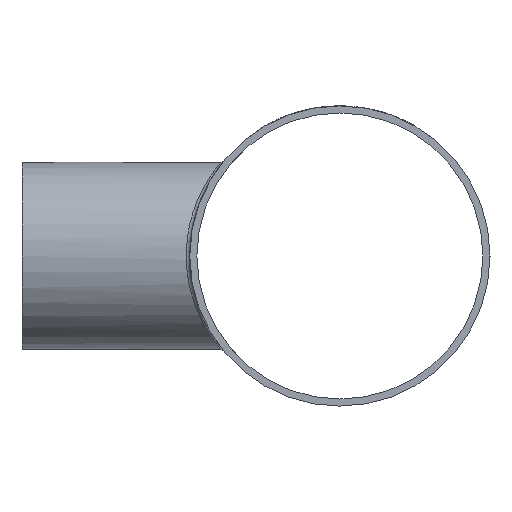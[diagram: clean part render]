
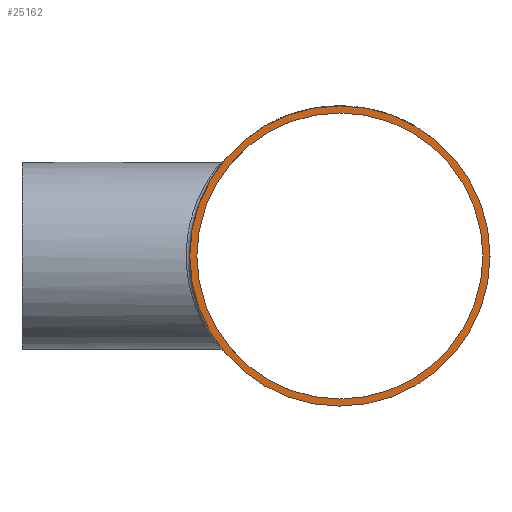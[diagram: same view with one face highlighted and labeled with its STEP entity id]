
A CAD part, left-side view. The second image highlights one B-rep face of the part: STEP entity #25162.
In plain terms, the highlighted planar face has unit normal (-1, 0, 0).
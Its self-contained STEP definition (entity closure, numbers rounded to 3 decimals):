
#74 = DIRECTION ( 'NONE',  ( -1., 0., 0. ) ) ;
#1982 = CIRCLE ( 'NONE', #5383, 42.5 ) ;
#3026 = VERTEX_POINT ( 'NONE', #23694 ) ;
#3048 = ORIENTED_EDGE ( 'NONE', *, *, #6528, .T. ) ;
#3833 = FACE_OUTER_BOUND ( 'NONE', #21929, .T. ) ;
#4264 = DIRECTION ( 'NONE',  ( -1., 0., 0. ) ) ;
#5383 = AXIS2_PLACEMENT_3D ( 'NONE', #24815, #4264, #10069 ) ;
#5727 = CARTESIAN_POINT ( 'NONE',  ( -90., 0., 0. ) ) ;
#6528 = EDGE_CURVE ( 'NONE', #15310, #15310, #1982, .T. ) ;
#7841 = EDGE_CURVE ( 'NONE', #3026, #3026, #11898, .T. ) ;
#9571 = ORIENTED_EDGE ( 'NONE', *, *, #7841, .F. ) ;
#10069 = DIRECTION ( 'NONE',  ( 0., 0., 1. ) ) ;
#11678 = DIRECTION ( 'NONE',  ( -1., 0., 0. ) ) ;
#11898 = CIRCLE ( 'NONE', #18820, 40.5 ) ;
#13015 = CARTESIAN_POINT ( 'NONE',  ( -90., 0., 42.5 ) ) ;
#14100 = CARTESIAN_POINT ( 'NONE',  ( -90., 0., 0. ) ) ;
#14502 = DIRECTION ( 'NONE',  ( 0., 0., 1. ) ) ;
#15310 = VERTEX_POINT ( 'NONE', #13015 ) ;
#15612 = DIRECTION ( 'NONE',  ( 0., 0., 1. ) ) ;
#18562 = FACE_BOUND ( 'NONE', #23389, .T. ) ;
#18820 = AXIS2_PLACEMENT_3D ( 'NONE', #5727, #11678, #15612 ) ;
#21929 = EDGE_LOOP ( 'NONE', ( #3048 ) ) ;
#23389 = EDGE_LOOP ( 'NONE', ( #9571 ) ) ;
#23694 = CARTESIAN_POINT ( 'NONE',  ( -90., 0., 40.5 ) ) ;
#24639 = PLANE ( 'NONE',  #25239 ) ;
#24815 = CARTESIAN_POINT ( 'NONE',  ( -90., 0., 0. ) ) ;
#25162 = ADVANCED_FACE ( 'NONE', ( #18562, #3833 ), #24639, .T. ) ;
#25239 = AXIS2_PLACEMENT_3D ( 'NONE', #14100, #74, #14502 ) ;
